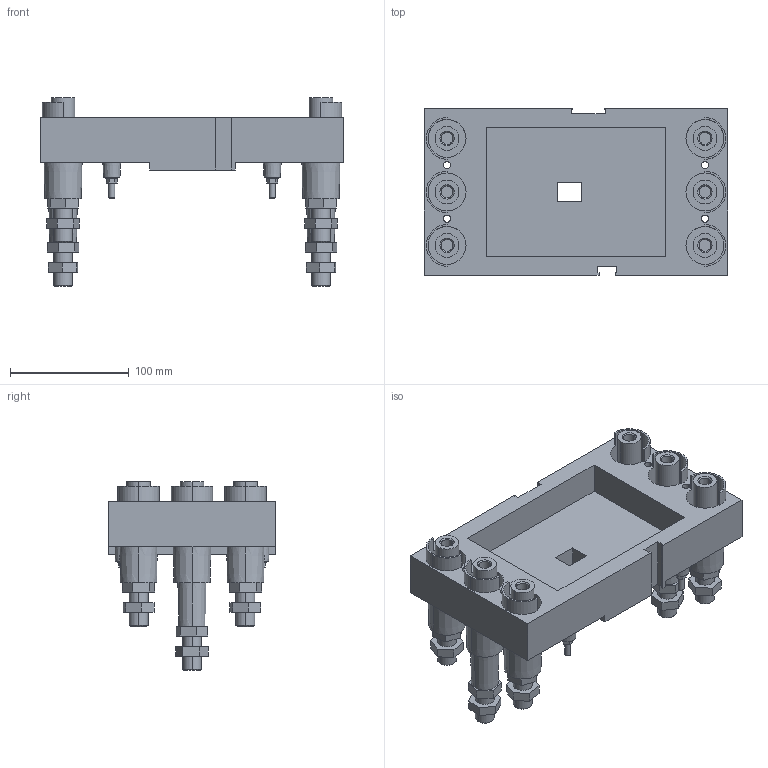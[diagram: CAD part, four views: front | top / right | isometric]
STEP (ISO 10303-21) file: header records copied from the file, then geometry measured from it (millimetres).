
FILE_DESCRIPTION (( 'STEP AP214' ), '1' );
FILE_NAME ('Ïàíåëü âòû÷íàÿ ÐÌ-99-1 çàäíåãî ïðèñîåäèíåíèÿ ê ÂÀ-99 400À.STEP', '2018-08-24T06:40:12', ( '' ), ( '' ), 'SwSTEP 2.0', 'SolidWorks 2017', '' );
FILE_SCHEMA (( 'AUTOMOTIVE_DESIGN' ));
Length unit declared in the file: millimetre
Products named in the file (1): Ïàíåëü âòû÷íàÿ ÐÌ-99-1 çàäíåãî ïðèñîåäèíåíèÿ ê ÂÀ-99 400À
Bounding box: 255 x 140 x 159 mm (x, y, z)
Volume: 1169145.5 mm3; surface area: 208786.7 mm2
Topology: 1 solids, 1 shells, 364 faces, 853 edges, 558 vertices
Faces by surface type: plane 215, cylinder 93, cone 56
Entity records: 13212 total; most frequent: DIRECTION 1861, CARTESIAN_POINT 1776, ORIENTED_EDGE 1706, EDGE_CURVE 853, AXIS2_PLACEMENT_3D 643, LINE 575, VECTOR 575, VERTEX_POINT 558
